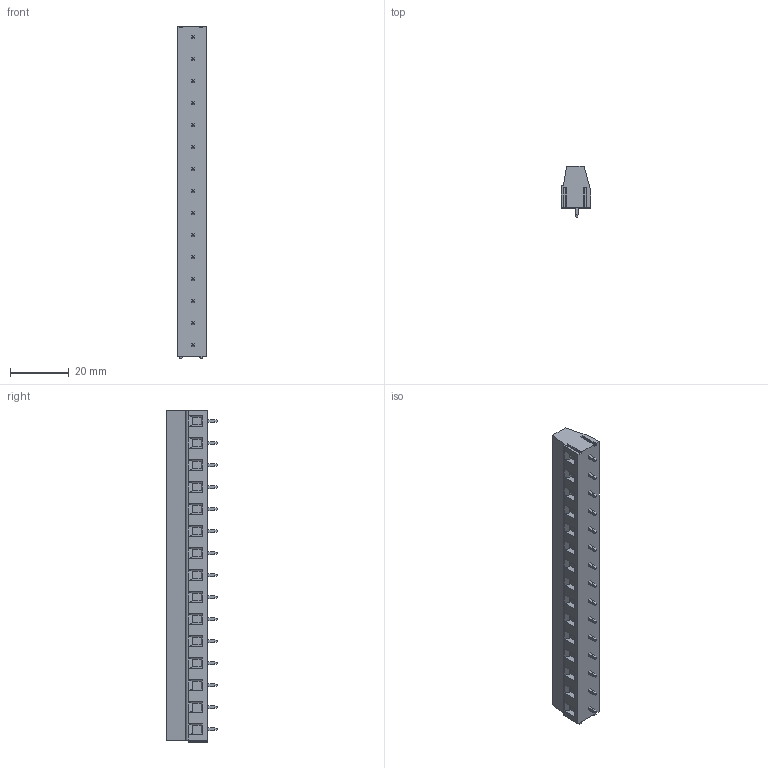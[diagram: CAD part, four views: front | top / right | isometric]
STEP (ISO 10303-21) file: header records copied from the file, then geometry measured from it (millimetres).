
FILE_DESCRIPTION((''),'2;1');
FILE_NAME('PRT0053','2024-12-06T',('yanfa'),(''),'PRO/ENGINEER BY PARAMETRIC TECHNOLOGY CORPORATION, 2009280','PRO/ENGINEER BY PARAMETRIC TECHNOLOGY CORPORATION, 2009280','');
FILE_SCHEMA(('AUTOMOTIVE_DESIGN_CC2 { 1 2 10303 214 -1 1 5 2 }'));
Length unit declared in the file: millimetre
Products named in the file (1): PRT0053
Bounding box: 10.2 x 17.3 x 113.1 mm (x, y, z)
Volume: 13388.5 mm3; surface area: 6293.5 mm2
Topology: 1 solids, 1 shells, 697 faces, 1785 edges, 1120 vertices
Faces by surface type: plane 474, cylinder 133, cone 60, torus 30
Entity records: 20957 total; most frequent: CARTESIAN_POINT 3902, ORIENTED_EDGE 3570, DIRECTION 3475, EDGE_CURVE 1785, VECTOR 1369, LINE 1369, VERTEX_POINT 1120, AXIS2_PLACEMENT_3D 1053
